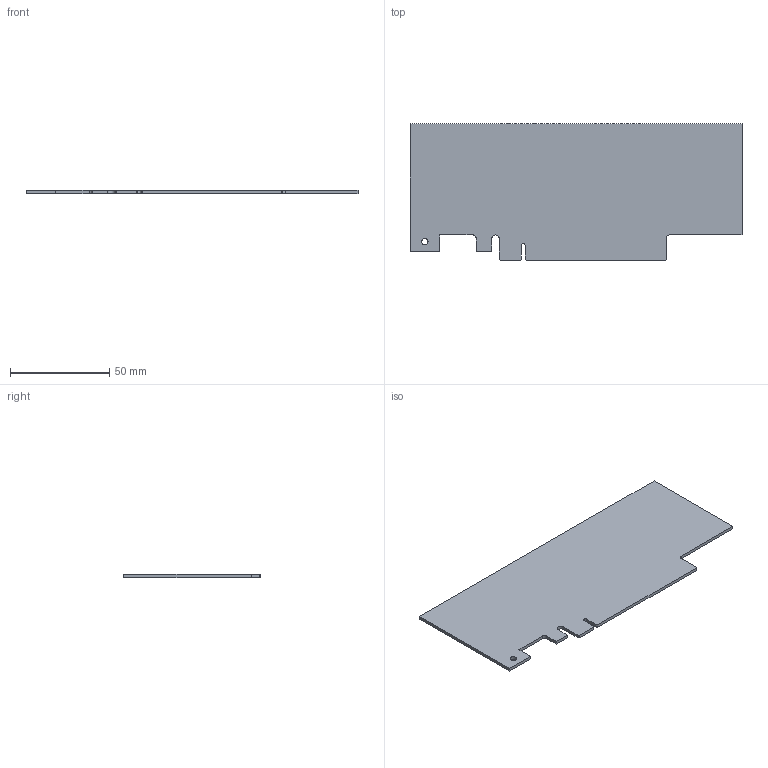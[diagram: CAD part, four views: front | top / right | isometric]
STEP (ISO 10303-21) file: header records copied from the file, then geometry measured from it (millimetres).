
FILE_DESCRIPTION(('FreeCAD Model'),'2;1');
FILE_NAME('Open CASCADE Shape Model','2022-08-13T11:36:16',('Author'),( ''),'Open CASCADE STEP processor 7.5','FreeCAD','Unknown');
FILE_SCHEMA(('AUTOMOTIVE_DESIGN { 1 0 10303 214 1 1 1 1 }'));
Length unit declared in the file: millimetre
Products named in the file (1): PCIe
Bounding box: 167.65 x 68.9 x 1.6 mm (x, y, z)
Volume: 17050.4 mm3; surface area: 22157.9 mm2
Topology: 1 solids, 1 shells, 27 faces, 75 edges, 50 vertices
Faces by surface type: plane 22, cylinder 5
Full cylindrical faces by diameter (mm): 3.18 x1
Entity records: 885 total; most frequent: CARTESIAN_POINT 153, ORIENTED_EDGE 150, DIRECTION 141, EDGE_CURVE 75, LINE 65, VECTOR 65, VERTEX_POINT 50, AXIS2_PLACEMENT_3D 38
